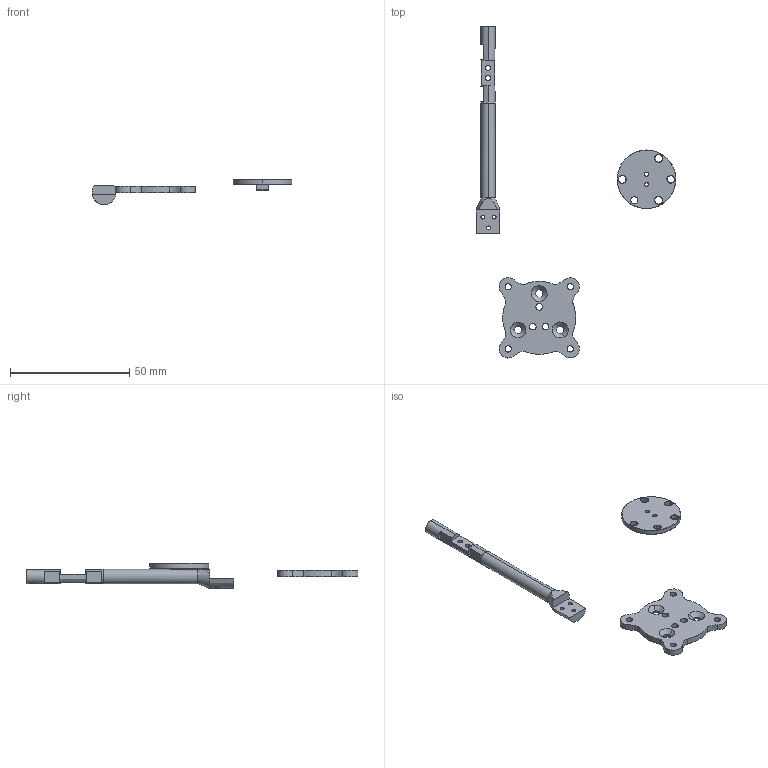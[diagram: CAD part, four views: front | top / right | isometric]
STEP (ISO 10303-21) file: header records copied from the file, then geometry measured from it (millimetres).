
FILE_DESCRIPTION(/* description */ (''),/* implementation_level */ '2;1');
FILE_NAME(/* name */ 'RetractorParts',/* time_stamp */ '2016-12-14T15:06:54-05:00',/* author */ (''),/* organization */ (''),/* preprocessor_version */ 'ST-DEVELOPER v15',/* originating_system */ '',/* authorisation */ '');
FILE_SCHEMA (('AUTOMOTIVE_DESIGN'));
Length unit declared in the file: inch
Products named in the file (1): Document
Bounding box: 83.64 x 138.99 x 10.49 mm (x, y, z)
Volume: 5589.1 mm3; surface area: 5442.3 mm2
Topology: 3 solids, 3 shells, 137 faces, 335 edges, 207 vertices
Faces by surface type: bspline 109, plane 28
Entity records: 5062 total; most frequent: CARTESIAN_POINT 3032, ORIENTED_EDGE 670, EDGE_CURVE 335, VERTEX_POINT 207, EDGE_LOOP 184, ADVANCED_FACE 137, FACE_OUTER_BOUND 137, B_SPLINE_CURVE_WITH_KNOTS 131
